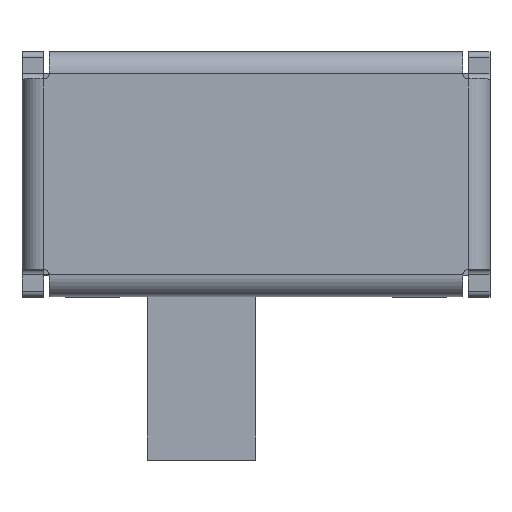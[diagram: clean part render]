
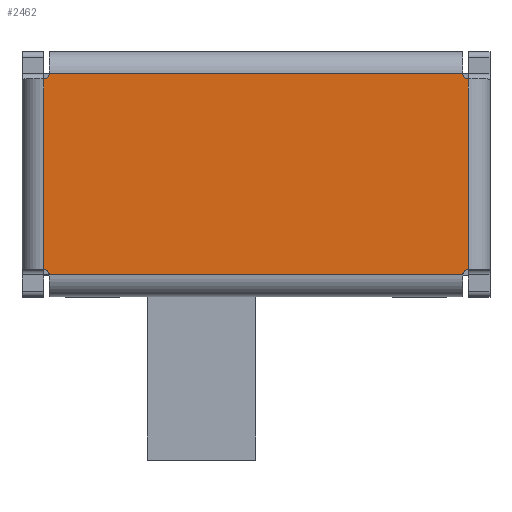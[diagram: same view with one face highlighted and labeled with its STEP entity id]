
A CAD part, top view. The second image highlights one B-rep face of the part: STEP entity #2462.
In plain terms, the highlighted planar face has unit normal (0, 0, 1).
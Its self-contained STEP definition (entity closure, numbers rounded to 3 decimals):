
#124=PLANE('',#2715);
#257=FACE_OUTER_BOUND('',#395,.T.);
#395=EDGE_LOOP('',(#2133,#2134,#2135,#2136,#2137,#2138,#2139,#2140));
#496=LINE('',#3702,#774);
#516=LINE('',#3747,#794);
#540=LINE('',#3799,#818);
#543=LINE('',#3808,#821);
#774=VECTOR('',#2958,10.);
#794=VECTOR('',#2988,10.);
#818=VECTOR('',#3022,10.);
#821=VECTOR('',#3033,10.);
#1048=CIRCLE('',#2637,0.1);
#1050=CIRCLE('',#2643,0.1);
#1052=CIRCLE('',#2651,0.1);
#1054=CIRCLE('',#2654,0.1);
#1158=VERTEX_POINT('',#3699);
#1159=VERTEX_POINT('',#3701);
#1178=VERTEX_POINT('',#3744);
#1179=VERTEX_POINT('',#3746);
#1201=VERTEX_POINT('',#3796);
#1202=VERTEX_POINT('',#3798);
#1203=VERTEX_POINT('',#3805);
#1204=VERTEX_POINT('',#3807);
#1395=EDGE_CURVE('',#1158,#1159,#496,.T.);
#1417=EDGE_CURVE('',#1178,#1179,#516,.T.);
#1443=EDGE_CURVE('',#1201,#1202,#540,.T.);
#1448=EDGE_CURVE('',#1203,#1204,#543,.T.);
#1456=EDGE_CURVE('',#1204,#1178,#1048,.T.);
#1463=EDGE_CURVE('',#1159,#1203,#1050,.T.);
#1472=EDGE_CURVE('',#1179,#1201,#1052,.T.);
#1475=EDGE_CURVE('',#1202,#1158,#1054,.T.);
#2133=ORIENTED_EDGE('',*,*,#1395,.F.);
#2134=ORIENTED_EDGE('',*,*,#1475,.F.);
#2135=ORIENTED_EDGE('',*,*,#1443,.F.);
#2136=ORIENTED_EDGE('',*,*,#1472,.F.);
#2137=ORIENTED_EDGE('',*,*,#1417,.F.);
#2138=ORIENTED_EDGE('',*,*,#1456,.F.);
#2139=ORIENTED_EDGE('',*,*,#1448,.F.);
#2140=ORIENTED_EDGE('',*,*,#1463,.F.);
#2462=ADVANCED_FACE('',(#257),#124,.T.);
#2637=AXIS2_PLACEMENT_3D('',#3822,#3053,#3054);
#2643=AXIS2_PLACEMENT_3D('',#3833,#3070,#3071);
#2651=AXIS2_PLACEMENT_3D('',#3848,#3093,#3094);
#2654=AXIS2_PLACEMENT_3D('',#3853,#3100,#3101);
#2715=AXIS2_PLACEMENT_3D('',#4027,#3305,#3306);
#2958=DIRECTION('',(-1.,0.,0.));
#2988=DIRECTION('',(1.,0.,0.));
#3022=DIRECTION('',(0.,-1.,0.));
#3033=DIRECTION('',(0.,1.,0.));
#3053=DIRECTION('center_axis',(0.,0.,1.));
#3054=DIRECTION('ref_axis',(0.707,-0.707,0.));
#3070=DIRECTION('center_axis',(0.,0.,1.));
#3071=DIRECTION('ref_axis',(0.707,0.707,0.));
#3093=DIRECTION('center_axis',(0.,0.,1.));
#3094=DIRECTION('ref_axis',(-0.707,-0.707,0.));
#3100=DIRECTION('center_axis',(0.,0.,1.));
#3101=DIRECTION('ref_axis',(-0.707,0.707,0.));
#3305=DIRECTION('center_axis',(0.,0.,1.));
#3306=DIRECTION('ref_axis',(1.,0.,0.));
#3699=CARTESIAN_POINT('',(8.1,0.4,4.7));
#3701=CARTESIAN_POINT('',(0.5,0.4,4.7));
#3702=CARTESIAN_POINT('',(2.15,0.4,4.7));
#3744=CARTESIAN_POINT('',(0.5,4.1,4.7));
#3746=CARTESIAN_POINT('',(8.1,4.1,4.7));
#3747=CARTESIAN_POINT('',(6.45,4.1,4.7));
#3796=CARTESIAN_POINT('',(8.2,4.,4.7));
#3798=CARTESIAN_POINT('',(8.2,0.5,4.7));
#3799=CARTESIAN_POINT('',(8.2,1.125,4.7));
#3805=CARTESIAN_POINT('',(0.4,0.5,4.7));
#3807=CARTESIAN_POINT('',(0.4,4.,4.7));
#3808=CARTESIAN_POINT('',(0.4,3.375,4.7));
#3822=CARTESIAN_POINT('Origin',(0.4,4.1,4.7));
#3833=CARTESIAN_POINT('Origin',(0.4,0.4,4.7));
#3848=CARTESIAN_POINT('Origin',(8.2,4.1,4.7));
#3853=CARTESIAN_POINT('Origin',(8.2,0.4,4.7));
#4027=CARTESIAN_POINT('Origin',(4.3,2.25,4.7));
